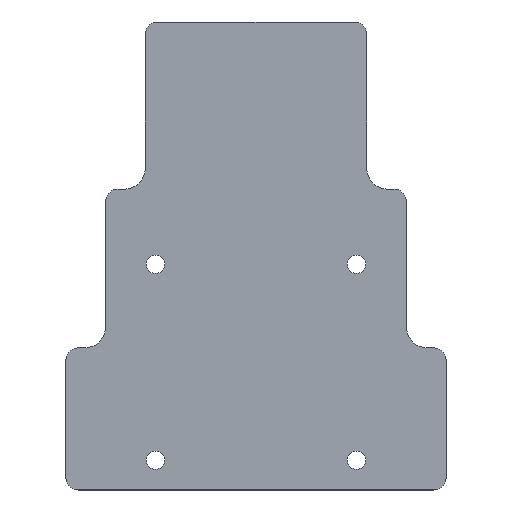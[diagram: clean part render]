
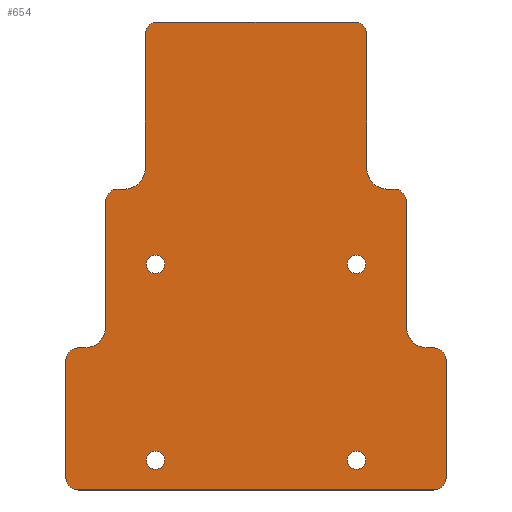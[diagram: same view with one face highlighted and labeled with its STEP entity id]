
A CAD part, top view. The second image highlights one B-rep face of the part: STEP entity #654.
In plain terms, the highlighted planar face has unit normal (0, 0, 1).
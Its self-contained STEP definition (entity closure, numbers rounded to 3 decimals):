
#42=CARTESIAN_POINT('',(22.833,-1.509,17.8));
#43=VERTEX_POINT('',#42);
#50=CARTESIAN_POINT('',(22.833,-15.559,17.8));
#51=VERTEX_POINT('',#50);
#52=CARTESIAN_POINT('',(22.833,-1.509,17.8));
#53=DIRECTION('',(0.,-1.,0.));
#54=VECTOR('',#53,14.05);
#55=LINE('',#52,#54);
#56=EDGE_CURVE('',#43,#51,#55,.T.);
#82=CARTESIAN_POINT('',(20.571,-0.009,17.8));
#83=VERTEX_POINT('',#82);
#90=CARTESIAN_POINT('',(21.333,-0.009,17.8));
#91=VERTEX_POINT('',#90);
#92=CARTESIAN_POINT('',(20.571,-0.009,17.8));
#93=DIRECTION('',(1.,0.,-0.));
#94=VECTOR('',#93,0.763);
#95=LINE('',#92,#94);
#96=EDGE_CURVE('',#83,#91,#95,.T.);
#112=CARTESIAN_POINT('',(18.071,17.541,17.8));
#113=VERTEX_POINT('',#112);
#114=CARTESIAN_POINT('',(18.071,2.491,17.8));
#115=VERTEX_POINT('',#114);
#116=CARTESIAN_POINT('',(18.071,17.541,17.8));
#117=DIRECTION('',(0.,-1.,0.));
#118=VECTOR('',#117,15.05);
#119=LINE('',#116,#118);
#120=EDGE_CURVE('',#113,#115,#119,.T.);
#162=CARTESIAN_POINT('',(15.808,19.041,17.8));
#163=VERTEX_POINT('',#162);
#170=CARTESIAN_POINT('',(16.571,19.041,17.8));
#171=VERTEX_POINT('',#170);
#172=CARTESIAN_POINT('',(15.808,19.041,17.8));
#173=DIRECTION('',(1.,0.,-0.));
#174=VECTOR('',#173,0.763);
#175=LINE('',#172,#174);
#176=EDGE_CURVE('',#163,#171,#175,.T.);
#202=CARTESIAN_POINT('',(13.308,37.591,17.8));
#203=VERTEX_POINT('',#202);
#210=CARTESIAN_POINT('',(13.308,21.541,17.8));
#211=VERTEX_POINT('',#210);
#212=CARTESIAN_POINT('',(13.308,37.591,17.8));
#213=DIRECTION('',(0.,-1.,0.));
#214=VECTOR('',#213,16.05);
#215=LINE('',#212,#214);
#216=EDGE_CURVE('',#203,#211,#215,.T.);
#232=CARTESIAN_POINT('',(-11.767,39.091,17.8));
#233=VERTEX_POINT('',#232);
#234=CARTESIAN_POINT('',(11.808,39.091,17.8));
#235=VERTEX_POINT('',#234);
#236=CARTESIAN_POINT('',(-11.767,39.091,17.8));
#237=DIRECTION('',(1.,0.,-0.));
#238=VECTOR('',#237,23.575);
#239=LINE('',#236,#238);
#240=EDGE_CURVE('',#233,#235,#239,.T.);
#282=CARTESIAN_POINT('',(-13.267,21.541,17.8));
#283=VERTEX_POINT('',#282);
#290=CARTESIAN_POINT('',(-13.267,37.591,17.8));
#291=VERTEX_POINT('',#290);
#292=CARTESIAN_POINT('',(-13.267,21.541,17.8));
#293=DIRECTION('',(0.,1.,0.));
#294=VECTOR('',#293,16.05);
#295=LINE('',#292,#294);
#296=EDGE_CURVE('',#283,#291,#295,.T.);
#322=CARTESIAN_POINT('',(-16.529,19.041,17.8));
#323=VERTEX_POINT('',#322);
#330=CARTESIAN_POINT('',(-15.767,19.041,17.8));
#331=VERTEX_POINT('',#330);
#332=CARTESIAN_POINT('',(-16.529,19.041,17.8));
#333=DIRECTION('',(1.,0.,-0.));
#334=VECTOR('',#333,0.763);
#335=LINE('',#332,#334);
#336=EDGE_CURVE('',#323,#331,#335,.T.);
#352=CARTESIAN_POINT('',(-18.029,2.491,17.8));
#353=VERTEX_POINT('',#352);
#354=CARTESIAN_POINT('',(-18.029,17.541,17.8));
#355=VERTEX_POINT('',#354);
#356=CARTESIAN_POINT('',(-18.029,2.491,17.8));
#357=DIRECTION('',(0.,1.,0.));
#358=VECTOR('',#357,15.05);
#359=LINE('',#356,#358);
#360=EDGE_CURVE('',#353,#355,#359,.T.);
#402=CARTESIAN_POINT('',(-21.292,-0.009,17.8));
#403=VERTEX_POINT('',#402);
#410=CARTESIAN_POINT('',(-20.529,-0.009,17.8));
#411=VERTEX_POINT('',#410);
#412=CARTESIAN_POINT('',(-21.292,-0.009,17.8));
#413=DIRECTION('',(1.,0.,-0.));
#414=VECTOR('',#413,0.763);
#415=LINE('',#412,#414);
#416=EDGE_CURVE('',#403,#411,#415,.T.);
#442=CARTESIAN_POINT('',(-22.792,-15.559,17.8));
#443=VERTEX_POINT('',#442);
#450=CARTESIAN_POINT('',(-22.792,-1.509,17.8));
#451=VERTEX_POINT('',#450);
#452=CARTESIAN_POINT('',(-22.792,-15.559,17.8));
#453=DIRECTION('',(0.,1.,0.));
#454=VECTOR('',#453,14.05);
#455=LINE('',#452,#454);
#456=EDGE_CURVE('',#443,#451,#455,.T.);
#472=CARTESIAN_POINT('',(21.333,-17.059,17.8));
#473=VERTEX_POINT('',#472);
#474=CARTESIAN_POINT('',(-21.292,-17.059,17.8));
#475=VERTEX_POINT('',#474);
#476=CARTESIAN_POINT('',(21.333,-17.059,17.8));
#477=DIRECTION('',(-1.,0.,0.));
#478=VECTOR('',#477,42.625);
#479=LINE('',#476,#478);
#480=EDGE_CURVE('',#473,#475,#479,.T.);
#507=CARTESIAN_POINT('',(-150.157,107.036,17.8));
#508=DIRECTION('',(0.,0.,1.));
#509=DIRECTION('',(1.,0.,0.));
#510=AXIS2_PLACEMENT_3D('',#507,#508,#509);
#511=PLANE('',#510);
#512=CARTESIAN_POINT('',(-10.929,-13.484,17.8));
#513=VERTEX_POINT('',#512);
#514=CARTESIAN_POINT('',(-12.029,-13.484,17.8));
#515=DIRECTION('',(0.,0.,1.));
#516=DIRECTION('',(1.,0.,-0.));
#517=AXIS2_PLACEMENT_3D('',#514,#515,#516);
#518=CIRCLE('',#517,1.1);
#519=EDGE_CURVE('',#513,#513,#518,.T.);
#520=ORIENTED_EDGE('',*,*,#519,.F.);
#521=EDGE_LOOP('',(#520));
#522=FACE_BOUND('',#521,.T.);
#523=CARTESIAN_POINT('',(13.171,-13.484,17.8));
#524=VERTEX_POINT('',#523);
#525=CARTESIAN_POINT('',(12.071,-13.484,17.8));
#526=DIRECTION('',(0.,0.,1.));
#527=DIRECTION('',(1.,0.,-0.));
#528=AXIS2_PLACEMENT_3D('',#525,#526,#527);
#529=CIRCLE('',#528,1.1);
#530=EDGE_CURVE('',#524,#524,#529,.T.);
#531=ORIENTED_EDGE('',*,*,#530,.F.);
#532=EDGE_LOOP('',(#531));
#533=FACE_BOUND('',#532,.T.);
#534=CARTESIAN_POINT('',(-10.929,10.016,17.8));
#535=VERTEX_POINT('',#534);
#536=CARTESIAN_POINT('',(-12.029,10.016,17.8));
#537=DIRECTION('',(0.,0.,1.));
#538=DIRECTION('',(1.,0.,-0.));
#539=AXIS2_PLACEMENT_3D('',#536,#537,#538);
#540=CIRCLE('',#539,1.1);
#541=EDGE_CURVE('',#535,#535,#540,.T.);
#542=ORIENTED_EDGE('',*,*,#541,.F.);
#543=EDGE_LOOP('',(#542));
#544=FACE_BOUND('',#543,.T.);
#545=CARTESIAN_POINT('',(13.171,10.016,17.8));
#546=VERTEX_POINT('',#545);
#547=CARTESIAN_POINT('',(12.071,10.016,17.8));
#548=DIRECTION('',(0.,0.,1.));
#549=DIRECTION('',(1.,0.,-0.));
#550=AXIS2_PLACEMENT_3D('',#547,#548,#549);
#551=CIRCLE('',#550,1.1);
#552=EDGE_CURVE('',#546,#546,#551,.T.);
#553=ORIENTED_EDGE('',*,*,#552,.F.);
#554=EDGE_LOOP('',(#553));
#555=FACE_BOUND('',#554,.T.);
#556=ORIENTED_EDGE('',*,*,#216,.F.);
#557=CARTESIAN_POINT('',(11.808,37.591,17.8));
#558=DIRECTION('',(0.,0.,1.));
#559=DIRECTION('',(1.,0.,-0.));
#560=AXIS2_PLACEMENT_3D('',#557,#558,#559);
#561=CIRCLE('',#560,1.5);
#562=EDGE_CURVE('',#203,#235,#561,.T.);
#563=ORIENTED_EDGE('',*,*,#562,.T.);
#564=ORIENTED_EDGE('',*,*,#240,.F.);
#565=CARTESIAN_POINT('',(-11.767,37.591,17.8));
#566=DIRECTION('',(0.,0.,1.));
#567=DIRECTION('',(1.,0.,-0.));
#568=AXIS2_PLACEMENT_3D('',#565,#566,#567);
#569=CIRCLE('',#568,1.5);
#570=EDGE_CURVE('',#233,#291,#569,.T.);
#571=ORIENTED_EDGE('',*,*,#570,.T.);
#572=ORIENTED_EDGE('',*,*,#296,.F.);
#573=CARTESIAN_POINT('',(-15.767,21.541,17.8));
#574=DIRECTION('',(-0.,-0.,-1.));
#575=DIRECTION('',(1.,0.,-0.));
#576=AXIS2_PLACEMENT_3D('',#573,#574,#575);
#577=CIRCLE('',#576,2.5);
#578=EDGE_CURVE('',#283,#331,#577,.T.);
#579=ORIENTED_EDGE('',*,*,#578,.T.);
#580=ORIENTED_EDGE('',*,*,#336,.F.);
#581=CARTESIAN_POINT('',(-16.529,17.541,17.8));
#582=DIRECTION('',(0.,0.,1.));
#583=DIRECTION('',(1.,0.,-0.));
#584=AXIS2_PLACEMENT_3D('',#581,#582,#583);
#585=CIRCLE('',#584,1.5);
#586=EDGE_CURVE('',#323,#355,#585,.T.);
#587=ORIENTED_EDGE('',*,*,#586,.T.);
#588=ORIENTED_EDGE('',*,*,#360,.F.);
#589=CARTESIAN_POINT('',(-20.529,2.491,17.8));
#590=DIRECTION('',(-0.,-0.,-1.));
#591=DIRECTION('',(1.,0.,-0.));
#592=AXIS2_PLACEMENT_3D('',#589,#590,#591);
#593=CIRCLE('',#592,2.5);
#594=EDGE_CURVE('',#353,#411,#593,.T.);
#595=ORIENTED_EDGE('',*,*,#594,.T.);
#596=ORIENTED_EDGE('',*,*,#416,.F.);
#597=CARTESIAN_POINT('',(-21.292,-1.509,17.8));
#598=DIRECTION('',(0.,0.,1.));
#599=DIRECTION('',(1.,0.,-0.));
#600=AXIS2_PLACEMENT_3D('',#597,#598,#599);
#601=CIRCLE('',#600,1.5);
#602=EDGE_CURVE('',#403,#451,#601,.T.);
#603=ORIENTED_EDGE('',*,*,#602,.T.);
#604=ORIENTED_EDGE('',*,*,#456,.F.);
#605=CARTESIAN_POINT('',(-21.292,-15.559,17.8));
#606=DIRECTION('',(0.,0.,1.));
#607=DIRECTION('',(1.,0.,-0.));
#608=AXIS2_PLACEMENT_3D('',#605,#606,#607);
#609=CIRCLE('',#608,1.5);
#610=EDGE_CURVE('',#443,#475,#609,.T.);
#611=ORIENTED_EDGE('',*,*,#610,.T.);
#612=ORIENTED_EDGE('',*,*,#480,.F.);
#613=CARTESIAN_POINT('',(21.333,-15.559,17.8));
#614=DIRECTION('',(0.,0.,1.));
#615=DIRECTION('',(1.,0.,-0.));
#616=AXIS2_PLACEMENT_3D('',#613,#614,#615);
#617=CIRCLE('',#616,1.5);
#618=EDGE_CURVE('',#473,#51,#617,.T.);
#619=ORIENTED_EDGE('',*,*,#618,.T.);
#620=ORIENTED_EDGE('',*,*,#56,.F.);
#621=CARTESIAN_POINT('',(21.333,-1.509,17.8));
#622=DIRECTION('',(0.,0.,1.));
#623=DIRECTION('',(1.,0.,-0.));
#624=AXIS2_PLACEMENT_3D('',#621,#622,#623);
#625=CIRCLE('',#624,1.5);
#626=EDGE_CURVE('',#43,#91,#625,.T.);
#627=ORIENTED_EDGE('',*,*,#626,.T.);
#628=ORIENTED_EDGE('',*,*,#96,.F.);
#629=CARTESIAN_POINT('',(20.571,2.491,17.8));
#630=DIRECTION('',(-0.,-0.,-1.));
#631=DIRECTION('',(1.,0.,-0.));
#632=AXIS2_PLACEMENT_3D('',#629,#630,#631);
#633=CIRCLE('',#632,2.5);
#634=EDGE_CURVE('',#83,#115,#633,.T.);
#635=ORIENTED_EDGE('',*,*,#634,.T.);
#636=ORIENTED_EDGE('',*,*,#120,.F.);
#637=CARTESIAN_POINT('',(16.571,17.541,17.8));
#638=DIRECTION('',(0.,0.,1.));
#639=DIRECTION('',(1.,0.,-0.));
#640=AXIS2_PLACEMENT_3D('',#637,#638,#639);
#641=CIRCLE('',#640,1.5);
#642=EDGE_CURVE('',#113,#171,#641,.T.);
#643=ORIENTED_EDGE('',*,*,#642,.T.);
#644=ORIENTED_EDGE('',*,*,#176,.F.);
#645=CARTESIAN_POINT('',(15.808,21.541,17.8));
#646=DIRECTION('',(-0.,-0.,-1.));
#647=DIRECTION('',(1.,0.,-0.));
#648=AXIS2_PLACEMENT_3D('',#645,#646,#647);
#649=CIRCLE('',#648,2.5);
#650=EDGE_CURVE('',#163,#211,#649,.T.);
#651=ORIENTED_EDGE('',*,*,#650,.T.);
#652=EDGE_LOOP('',(#556,#563,#564,#571,#572,#579,#580,#587,#588,#595,#596,#603,#604,#611,#612,#619,#620,#627,#628,#635,#636,#643,#644,#651));
#653=FACE_BOUND('',#652,.T.);
#654=ADVANCED_FACE('',(#522,#533,#544,#555,#653),#511,.T.);
